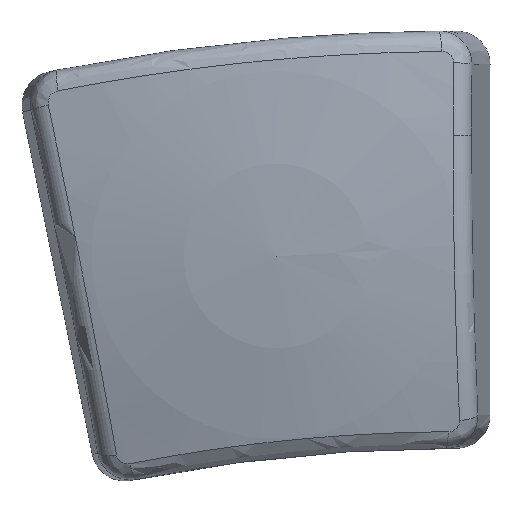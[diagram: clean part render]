
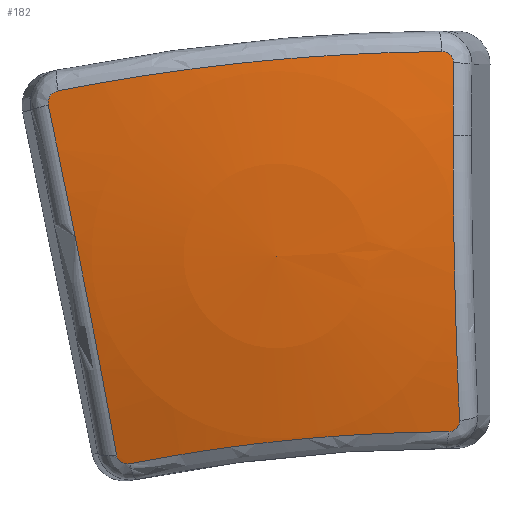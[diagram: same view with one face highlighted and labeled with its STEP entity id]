
A CAD part, top view. The second image highlights one B-rep face of the part: STEP entity #182.
In plain terms, the highlighted spherical face has radius 52.511 mm.
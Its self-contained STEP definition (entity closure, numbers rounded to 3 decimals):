
#27=CARTESIAN_POINT('',(210.975,-77.391,-44.056));
#28=DIRECTION('',(0.005,-0.104,0.995));
#29=DIRECTION('',(0.999,0.052,0.));
#30=AXIS2_PLACEMENT_3D('',#27,#28,#29);
#31=SPHERICAL_SURFACE('',#30,52.511);
#32=CARTESIAN_POINT('',(211.262,-82.873,8.167));
#33=VERTEX_POINT('',#32);
#34=CARTESIAN_POINT('',(219.307,-82.386,7.548));
#35=VERTEX_POINT('',#34);
#36=CARTESIAN_POINT('',(210.975,-77.391,-44.056));
#37=DIRECTION('',(-0.052,0.993,0.105));
#38=DIRECTION('',(0.999,0.052,0.));
#39=AXIS2_PLACEMENT_3D('',#36,#37,#38);
#40=CIRCLE('',#39,52.511);
#41=EDGE_CURVE('',#33,#35,#40,.T.);
#42=ORIENTED_EDGE('',*,*,#41,.T.);
#43=CARTESIAN_POINT('',(219.264,-77.391,7.796));
#44=VERTEX_POINT('',#43);
#45=CARTESIAN_POINT('',(227.881,-77.391,-41.075));
#46=DIRECTION('',(-0.985,-0.,-0.174));
#47=DIRECTION('',(0.174,0.,-0.985));
#48=AXIS2_PLACEMENT_3D('',#45,#46,#47);
#49=CIRCLE('',#48,49.626);
#50=EDGE_CURVE('',#35,#44,#49,.T.);
#51=ORIENTED_EDGE('',*,*,#50,.T.);
#52=CARTESIAN_POINT('',(219.283,-74.115,7.69));
#53=VERTEX_POINT('',#52);
#54=CARTESIAN_POINT('',(227.881,-77.391,-41.075));
#55=DIRECTION('',(-0.985,-0.,-0.174));
#56=DIRECTION('',(0.174,0.,-0.985));
#57=AXIS2_PLACEMENT_3D('',#54,#55,#56);
#58=CIRCLE('',#57,49.626);
#59=EDGE_CURVE('',#44,#53,#58,.T.);
#60=ORIENTED_EDGE('',*,*,#59,.T.);
#61=CARTESIAN_POINT('',(218.751,-73.605,7.738));
#62=VERTEX_POINT('',#61);
#63=CARTESIAN_POINT('',(219.283,-74.115,7.69));
#64=CARTESIAN_POINT('',(219.283,-74.046,7.685));
#65=CARTESIAN_POINT('',(219.269,-73.977,7.683));
#66=CARTESIAN_POINT('',(219.242,-73.914,7.683));
#67=CARTESIAN_POINT('',(219.215,-73.852,7.683));
#68=CARTESIAN_POINT('',(219.174,-73.794,7.686));
#69=CARTESIAN_POINT('',(219.124,-73.748,7.69));
#70=CARTESIAN_POINT('',(219.074,-73.701,7.695));
#71=CARTESIAN_POINT('',(219.014,-73.665,7.702));
#72=CARTESIAN_POINT('',(218.951,-73.641,7.71));
#73=CARTESIAN_POINT('',(218.887,-73.617,7.718));
#74=CARTESIAN_POINT('',(218.819,-73.605,7.727));
#75=CARTESIAN_POINT('',(218.751,-73.605,7.738));
#76=B_SPLINE_CURVE_WITH_KNOTS('',3,(#63,#64,#65,#66,#67,#68,#69,#70,#71,#72,#73,#74,#75),.UNSPECIFIED.,.F.,.F.,(4,3,3,3,4),(0.002,0.002,0.002,0.002,0.003),.UNSPECIFIED.);
#77=EDGE_CURVE('',#53,#62,#76,.T.);
#78=ORIENTED_EDGE('',*,*,#77,.T.);
#79=CARTESIAN_POINT('',(201.399,-75.379,7.535));
#80=VERTEX_POINT('',#79);
#81=CARTESIAN_POINT('',(218.751,-73.605,7.738));
#82=CARTESIAN_POINT('',(218.388,-73.609,7.792));
#83=CARTESIAN_POINT('',(218.024,-73.615,7.843));
#84=CARTESIAN_POINT('',(217.659,-73.623,7.891));
#85=CARTESIAN_POINT('',(217.294,-73.63,7.939));
#86=CARTESIAN_POINT('',(216.928,-73.64,7.983));
#87=CARTESIAN_POINT('',(216.562,-73.653,8.023));
#88=CARTESIAN_POINT('',(215.831,-73.677,8.103));
#89=CARTESIAN_POINT('',(215.101,-73.709,8.168));
#90=CARTESIAN_POINT('',(214.373,-73.75,8.218));
#91=CARTESIAN_POINT('',(212.916,-73.832,8.318));
#92=CARTESIAN_POINT('',(211.464,-73.947,8.36));
#93=CARTESIAN_POINT('',(210.017,-74.095,8.342));
#94=CARTESIAN_POINT('',(207.124,-74.392,8.308));
#95=CARTESIAN_POINT('',(204.251,-74.82,8.043));
#96=CARTESIAN_POINT('',(201.399,-75.379,7.535));
#97=B_SPLINE_CURVE_WITH_KNOTS('',3,(#81,#82,#83,#84,#85,#86,#87,#88,#89,#90,#91,#92,#93,#94,#95,#96),.UNSPECIFIED.,.F.,.F.,(4,3,3,3,3,4),(0.033,0.034,0.035,0.037,0.041,0.05),.UNSPECIFIED.);
#98=EDGE_CURVE('',#62,#80,#97,.T.);
#99=ORIENTED_EDGE('',*,*,#98,.T.);
#100=CARTESIAN_POINT('',(200.954,-76.035,7.472));
#101=VERTEX_POINT('',#100);
#102=CARTESIAN_POINT('',(201.399,-75.379,7.535));
#103=CARTESIAN_POINT('',(201.255,-75.407,7.509));
#104=CARTESIAN_POINT('',(201.124,-75.491,7.488));
#105=CARTESIAN_POINT('',(201.04,-75.613,7.476));
#106=CARTESIAN_POINT('',(200.998,-75.674,7.47));
#107=CARTESIAN_POINT('',(200.968,-75.743,7.466));
#108=CARTESIAN_POINT('',(200.954,-75.815,7.466));
#109=CARTESIAN_POINT('',(200.939,-75.888,7.465));
#110=CARTESIAN_POINT('',(200.939,-75.963,7.467));
#111=CARTESIAN_POINT('',(200.954,-76.035,7.472));
#112=B_SPLINE_CURVE_WITH_KNOTS('',3,(#102,#103,#104,#105,#106,#107,#108,#109,#110,#111),.UNSPECIFIED.,.F.,.F.,(4,3,3,4),(0.002,0.002,0.002,0.003),.UNSPECIFIED.);
#113=EDGE_CURVE('',#80,#101,#112,.T.);
#114=ORIENTED_EDGE('',*,*,#113,.T.);
#115=CARTESIAN_POINT('',(204.036,-91.852,5.945));
#116=VERTEX_POINT('',#115);
#117=CARTESIAN_POINT('',(197.305,-80.173,-42.836));
#118=DIRECTION('',(0.976,0.199,-0.087));
#119=DIRECTION('',(-0.199,0.98,-0.));
#120=AXIS2_PLACEMENT_3D('',#117,#118,#119);
#121=CIRCLE('',#120,50.61);
#122=EDGE_CURVE('',#101,#116,#121,.T.);
#123=ORIENTED_EDGE('',*,*,#122,.T.);
#124=CARTESIAN_POINT('',(204.632,-92.251,5.907));
#125=VERTEX_POINT('',#124);
#126=CARTESIAN_POINT('',(204.036,-91.852,5.945));
#127=CARTESIAN_POINT('',(204.048,-91.917,5.928));
#128=CARTESIAN_POINT('',(204.072,-91.979,5.913));
#129=CARTESIAN_POINT('',(204.108,-92.035,5.902));
#130=CARTESIAN_POINT('',(204.144,-92.09,5.891));
#131=CARTESIAN_POINT('',(204.192,-92.139,5.883));
#132=CARTESIAN_POINT('',(204.248,-92.176,5.88));
#133=CARTESIAN_POINT('',(204.304,-92.213,5.876));
#134=CARTESIAN_POINT('',(204.367,-92.239,5.877));
#135=CARTESIAN_POINT('',(204.433,-92.252,5.882));
#136=CARTESIAN_POINT('',(204.499,-92.264,5.887));
#137=CARTESIAN_POINT('',(204.566,-92.264,5.895));
#138=CARTESIAN_POINT('',(204.632,-92.251,5.907));
#139=B_SPLINE_CURVE_WITH_KNOTS('',3,(#126,#127,#128,#129,#130,#131,#132,#133,#134,#135,#136,#137,#138),.UNSPECIFIED.,.F.,.F.,(4,3,3,3,4),(0.,0.,0.,0.001,0.001),.UNSPECIFIED.);
#140=EDGE_CURVE('',#116,#125,#139,.T.);
#141=ORIENTED_EDGE('',*,*,#140,.T.);
#142=CARTESIAN_POINT('',(219.055,-90.803,6.066));
#143=VERTEX_POINT('',#142);
#144=CARTESIAN_POINT('',(204.632,-92.251,5.907));
#145=CARTESIAN_POINT('',(207.009,-91.786,6.347));
#146=CARTESIAN_POINT('',(209.399,-91.433,6.576));
#147=CARTESIAN_POINT('',(211.803,-91.192,6.602));
#148=CARTESIAN_POINT('',(214.207,-90.95,6.629));
#149=CARTESIAN_POINT('',(216.624,-90.82,6.453));
#150=CARTESIAN_POINT('',(219.055,-90.803,6.066));
#151=B_SPLINE_CURVE_WITH_KNOTS('',3,(#144,#145,#146,#147,#148,#149,#150),.UNSPECIFIED.,.F.,.F.,(4,3,4),(0.,0.007,0.014),.UNSPECIFIED.);
#152=EDGE_CURVE('',#125,#143,#151,.T.);
#153=ORIENTED_EDGE('',*,*,#152,.T.);
#154=CARTESIAN_POINT('',(219.56,-90.294,6.116));
#155=VERTEX_POINT('',#154);
#156=CARTESIAN_POINT('',(219.055,-90.803,6.066));
#157=CARTESIAN_POINT('',(219.122,-90.803,6.055));
#158=CARTESIAN_POINT('',(219.189,-90.79,6.048));
#159=CARTESIAN_POINT('',(219.252,-90.765,6.044));
#160=CARTESIAN_POINT('',(219.314,-90.74,6.04));
#161=CARTESIAN_POINT('',(219.373,-90.702,6.041));
#162=CARTESIAN_POINT('',(219.42,-90.655,6.045));
#163=CARTESIAN_POINT('',(219.468,-90.607,6.05));
#164=CARTESIAN_POINT('',(219.505,-90.55,6.059));
#165=CARTESIAN_POINT('',(219.529,-90.488,6.071));
#166=CARTESIAN_POINT('',(219.553,-90.426,6.083));
#167=CARTESIAN_POINT('',(219.563,-90.359,6.098));
#168=CARTESIAN_POINT('',(219.56,-90.294,6.116));
#169=B_SPLINE_CURVE_WITH_KNOTS('',3,(#156,#157,#158,#159,#160,#161,#162,#163,#164,#165,#166,#167,#168),.UNSPECIFIED.,.F.,.F.,(4,3,3,3,4),(0.,0.,0.,0.001,0.001),.UNSPECIFIED.);
#170=EDGE_CURVE('',#143,#155,#169,.T.);
#171=ORIENTED_EDGE('',*,*,#170,.T.);
#172=CARTESIAN_POINT('',(227.881,-77.391,-41.075));
#173=DIRECTION('',(-0.985,-0.,-0.174));
#174=DIRECTION('',(0.174,0.,-0.985));
#175=AXIS2_PLACEMENT_3D('',#172,#173,#174);
#176=CIRCLE('',#175,49.626);
#177=EDGE_CURVE('',#155,#35,#176,.T.);
#178=ORIENTED_EDGE('',*,*,#177,.T.);
#179=ORIENTED_EDGE('',*,*,#41,.F.);
#180=EDGE_LOOP('',(#42,#51,#60,#78,#99,#114,#123,#141,#153,#171,#178,#179));
#181=FACE_BOUND('',#180,.T.);
#182=ADVANCED_FACE('',(#181),#31,.T.);
